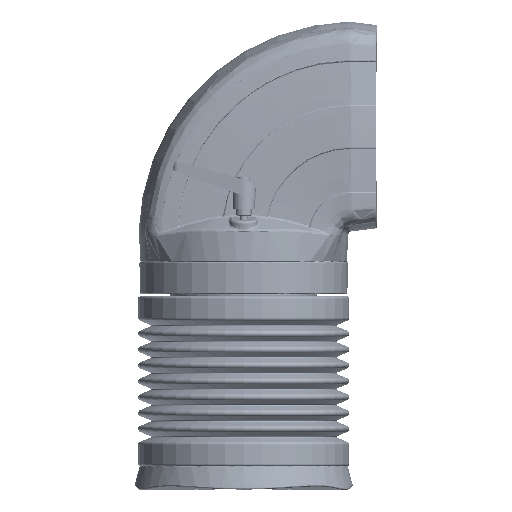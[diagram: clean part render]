
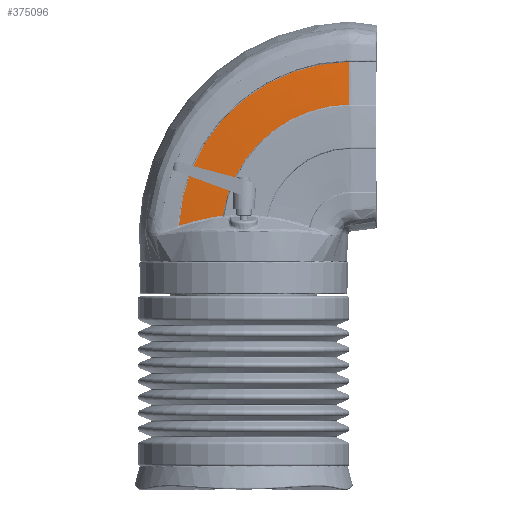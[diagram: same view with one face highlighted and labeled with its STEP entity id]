
A CAD part, left-side view. The second image highlights one B-rep face of the part: STEP entity #375096.
In plain terms, the highlighted toroidal (fillet/blend) face has major radius 67.882 mm and minor radius 403.824 mm.
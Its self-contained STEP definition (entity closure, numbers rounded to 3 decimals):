
#4937 = DIRECTION ( 'NONE',  ( 0., 0., 1. ) ) ;
#7737 = EDGE_CURVE ( 'NONE', #190799, #108355, #212920, .T. ) ;
#10412 = CARTESIAN_POINT ( 'NONE',  ( -69.464, 61.602, 153.625 ) ) ;
#10752 = CARTESIAN_POINT ( 'NONE',  ( -71.277, 34.188, 159.773 ) ) ;
#12632 = B_SPLINE_CURVE_WITH_KNOTS ( 'NONE', 3,
 ( #326574, #240275, #308646, #100234 ),
 .UNSPECIFIED., .F., .F.,
 ( 4, 4 ),
 ( 0., 0.009 ),
 .UNSPECIFIED. ) ;
#18893 = ORIENTED_EDGE ( 'NONE', *, *, #37694, .T. ) ;
#21786 = CARTESIAN_POINT ( 'NONE',  ( -71.039, 40.035, 158.997 ) ) ;
#22620 = CARTESIAN_POINT ( 'NONE',  ( -71.277, -45.224, 229.747 ) ) ;
#31189 = EDGE_CURVE ( 'NONE', #264387, #91384, #91377, .T. ) ;
#37694 = EDGE_CURVE ( 'NONE', #292188, #108355, #228466, .T. ) ;
#38964 = CARTESIAN_POINT ( 'NONE',  ( -71.277, 34.148, 159.925 ) ) ;
#41083 = ORIENTED_EDGE ( 'NONE', *, *, #31189, .T. ) ;
#53350 = EDGE_CURVE ( 'NONE', #279015, #348915, #198391, .T. ) ;
#54423 = CARTESIAN_POINT ( 'NONE',  ( -71.039, 40.035, 158.997 ) ) ;
#59684 = EDGE_CURVE ( 'NONE', #190799, #357160, #157452, .T. ) ;
#62205 = CARTESIAN_POINT ( 'NONE',  ( -71.277, 34.151, 159.91 ) ) ;
#66914 = CARTESIAN_POINT ( 'NONE',  ( -69.472, 61.53, 153.502 ) ) ;
#70828 = EDGE_LOOP ( 'NONE', ( #257610, #18893, #262018, #297353, #293103, #41083, #267729, #286957 ) ) ;
#77790 = CARTESIAN_POINT ( 'NONE',  ( -70.546, 48.957, 157.289 ) ) ;
#79192 = AXIS2_PLACEMENT_3D ( 'NONE', #124361, #121910, #4937 ) ;
#81177 = CARTESIAN_POINT ( 'NONE',  ( -70.967, -45.221, 238.722 ) ) ;
#91377 = B_SPLINE_CURVE_WITH_KNOTS ( 'NONE', 3,
 ( #103170, #361152, #184693, #301505, #10412, #273534 ),
 .UNSPECIFIED., .F., .F.,
 ( 4, 2, 4 ),
 ( 0., 0., 0.001 ),
 .UNSPECIFIED. ) ;
#91384 = VERTEX_POINT ( 'NONE', #66914 ) ;
#100234 = CARTESIAN_POINT ( 'NONE',  ( -70.204, 53.307, 155.972 ) ) ;
#103170 = CARTESIAN_POINT ( 'NONE',  ( -69.449, 61.715, 154.318 ) ) ;
#108355 = VERTEX_POINT ( 'NONE', #38964 ) ;
#110365 = CIRCLE ( 'NONE', #204944, 108.719 ) ;
#119052 = TOROIDAL_SURFACE ( 'NONE', #79192, 67.882, 403.824 ) ;
#121890 = CARTESIAN_POINT ( 'NONE',  ( -71.277, 34.167, 159.843 ) ) ;
#121910 = DIRECTION ( 'NONE',  ( -1., 0., 0. ) ) ;
#124361 = CARTESIAN_POINT ( 'NONE',  ( 332.305, -46.815, 147.913 ) ) ;
#134373 = CARTESIAN_POINT ( 'NONE',  ( -71.277, -45.224, 229.747 ) ) ;
#143084 = CARTESIAN_POINT ( 'NONE',  ( -70.204, 53.307, 155.972 ) ) ;
#146181 = CARTESIAN_POINT ( 'NONE',  ( -71.277, 34.177, 159.808 ) ) ;
#147476 = DIRECTION ( 'NONE',  ( 0., 0., 1. ) ) ;
#157452 = B_SPLINE_CURVE_WITH_KNOTS ( 'NONE', 3,
 ( #22620, #81177, #280741, #165219 ),
 .UNSPECIFIED., .F., .F.,
 ( 4, 4 ),
 ( 0., 0.027 ),
 .UNSPECIFIED. ) ;
#165219 = CARTESIAN_POINT ( 'NONE',  ( -69.449, -45.218, 256.62 ) ) ;
#184693 = CARTESIAN_POINT ( 'NONE',  ( -69.451, 61.712, 154.033 ) ) ;
#190799 = VERTEX_POINT ( 'NONE', #134373 ) ;
#194747 = CARTESIAN_POINT ( 'NONE',  ( -70.204, 53.307, 155.972 ) ) ;
#198391 = B_SPLINE_CURVE_WITH_KNOTS ( 'NONE', 3,
 ( #194747, #77790, #310380, #21786 ),
 .UNSPECIFIED., .F., .F.,
 ( 4, 4 ),
 ( 0., 0.014 ),
 .UNSPECIFIED. ) ;
#200858 = EDGE_CURVE ( 'NONE', #348915, #292188, #267075, .T. ) ;
#203090 = CARTESIAN_POINT ( 'NONE',  ( -71.132, 38.092, 159.297 ) ) ;
#203404 = CARTESIAN_POINT ( 'NONE',  ( -71.277, 34.154, 159.894 ) ) ;
#203496 = CARTESIAN_POINT ( 'NONE',  ( -71.277, -46.815, 147.913 ) ) ;
#204944 = AXIS2_PLACEMENT_3D ( 'NONE', #233947, #321517, #147476 ) ;
#205558 = FACE_OUTER_BOUND ( 'NONE', #70828, .T. ) ;
#212920 = CIRCLE ( 'NONE', #367982, 81.849 ) ;
#228466 = B_SPLINE_CURVE_WITH_KNOTS ( 'NONE', 3,
 ( #354372, #146181, #121890, #233918, #203404, #62205, #292350 ),
 .UNSPECIFIED., .F., .F.,
 ( 4, 3, 4 ),
 ( 0., 0., 0. ),
 .UNSPECIFIED. ) ;
#229854 = CARTESIAN_POINT ( 'NONE',  ( -71.277, 34.188, 159.773 ) ) ;
#233918 = CARTESIAN_POINT ( 'NONE',  ( -71.277, 34.158, 159.878 ) ) ;
#233947 = CARTESIAN_POINT ( 'NONE',  ( -69.449, -46.815, 147.913 ) ) ;
#236488 = DIRECTION ( 'NONE',  ( -1., 0., 0. ) ) ;
#240275 = CARTESIAN_POINT ( 'NONE',  ( -69.744, 58.789, 154.318 ) ) ;
#254088 = CARTESIAN_POINT ( 'NONE',  ( -69.449, 61.715, 154.318 ) ) ;
#257610 = ORIENTED_EDGE ( 'NONE', *, *, #200858, .T. ) ;
#261909 = DIRECTION ( 'NONE',  ( 0., 0., 1. ) ) ;
#262018 = ORIENTED_EDGE ( 'NONE', *, *, #7737, .F. ) ;
#264177 = CARTESIAN_POINT ( 'NONE',  ( -69.449, -45.218, 256.62 ) ) ;
#264387 = VERTEX_POINT ( 'NONE', #254088 ) ;
#267075 = B_SPLINE_CURVE_WITH_KNOTS ( 'NONE', 3,
 ( #54423, #203090, #316164, #229854 ),
 .UNSPECIFIED., .F., .F.,
 ( 4, 4 ),
 ( 0., 0.006 ),
 .UNSPECIFIED. ) ;
#267729 = ORIENTED_EDGE ( 'NONE', *, *, #354747, .T. ) ;
#273534 = CARTESIAN_POINT ( 'NONE',  ( -69.472, 61.53, 153.502 ) ) ;
#279015 = VERTEX_POINT ( 'NONE', #143084 ) ;
#280741 = CARTESIAN_POINT ( 'NONE',  ( -70.357, -45.22, 247.685 ) ) ;
#285633 = CARTESIAN_POINT ( 'NONE',  ( -71.039, 40.035, 158.997 ) ) ;
#286957 = ORIENTED_EDGE ( 'NONE', *, *, #53350, .T. ) ;
#292188 = VERTEX_POINT ( 'NONE', #10752 ) ;
#292350 = CARTESIAN_POINT ( 'NONE',  ( -71.277, 34.148, 159.925 ) ) ;
#293103 = ORIENTED_EDGE ( 'NONE', *, *, #296540, .F. ) ;
#296540 = EDGE_CURVE ( 'NONE', #264387, #357160, #110365, .T. ) ;
#297353 = ORIENTED_EDGE ( 'NONE', *, *, #59684, .T. ) ;
#301505 = CARTESIAN_POINT ( 'NONE',  ( -69.458, 61.651, 153.756 ) ) ;
#308646 = CARTESIAN_POINT ( 'NONE',  ( -69.988, 56.048, 155.142 ) ) ;
#310380 = CARTESIAN_POINT ( 'NONE',  ( -70.826, 44.534, 158.302 ) ) ;
#316164 = CARTESIAN_POINT ( 'NONE',  ( -71.211, 36.143, 159.558 ) ) ;
#321517 = DIRECTION ( 'NONE',  ( 1., 0., 0. ) ) ;
#326574 = CARTESIAN_POINT ( 'NONE',  ( -69.472, 61.53, 153.502 ) ) ;
#348915 = VERTEX_POINT ( 'NONE', #285633 ) ;
#354372 = CARTESIAN_POINT ( 'NONE',  ( -71.277, 34.188, 159.773 ) ) ;
#354747 = EDGE_CURVE ( 'NONE', #91384, #279015, #12632, .T. ) ;
#357160 = VERTEX_POINT ( 'NONE', #264177 ) ;
#361152 = CARTESIAN_POINT ( 'NONE',  ( -69.449, 61.723, 154.175 ) ) ;
#367982 = AXIS2_PLACEMENT_3D ( 'NONE', #203496, #236488, #261909 ) ;
#375096 = ADVANCED_FACE ( 'NONE', ( #205558 ), #119052, .T. ) ;
